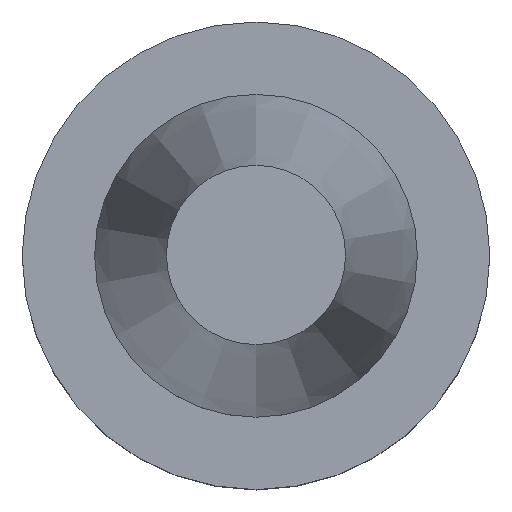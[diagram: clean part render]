
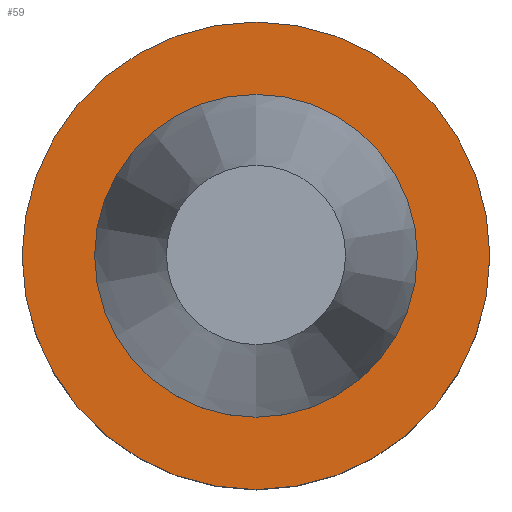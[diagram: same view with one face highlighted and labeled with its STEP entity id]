
A CAD part, top view. The second image highlights one B-rep face of the part: STEP entity #59.
In plain terms, the highlighted planar face has unit normal (0, 0, 1).
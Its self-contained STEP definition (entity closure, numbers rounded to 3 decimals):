
#59=ADVANCED_FACE('Unnamed[1]',(#146,#147),#148,.T.);
#78=EDGE_CURVE('Unnamed[1]',#175,#175,#176,.T.);
#100=EDGE_CURVE('Unnamed[1]',#210,#210,#211,.T.);
#146=FACE_OUTER_BOUND('',#258,.T.);
#147=FACE_BOUND('',#259,.T.);
#148=PLANE('',#260);
#175=VERTEX_POINT('',#294);
#176=CIRCLE('',#295,15.875);
#210=VERTEX_POINT('',#337);
#211=CIRCLE('',#338,23.0);
#258=EDGE_LOOP('',(#383));
#259=EDGE_LOOP('',(#384));
#260=AXIS2_PLACEMENT_3D('',#385,#386,#387);
#294=CARTESIAN_POINT('',(0.,15.875,-1.));
#295=AXIS2_PLACEMENT_3D('',#413,#414,#415);
#337=CARTESIAN_POINT('',(0.,23.0,-1.));
#338=AXIS2_PLACEMENT_3D('',#454,#455,#456);
#383=ORIENTED_EDGE('',*,*,#100,.F.);
#384=ORIENTED_EDGE('',*,*,#78,.T.);
#385=CARTESIAN_POINT('',(0.,19.438,-1.));
#386=DIRECTION('',(0.,0.,1.0));
#387=DIRECTION('',(0.,-1.0,0.));
#413=CARTESIAN_POINT('',(0.,0.,-1.0));
#414=DIRECTION('',(0.,0.,-1.0));
#415=DIRECTION('',(0.,1.0,0.));
#454=CARTESIAN_POINT('',(0.,0.,-1.0));
#455=DIRECTION('',(0.,0.,-1.0));
#456=DIRECTION('',(0.,1.0,0.));
